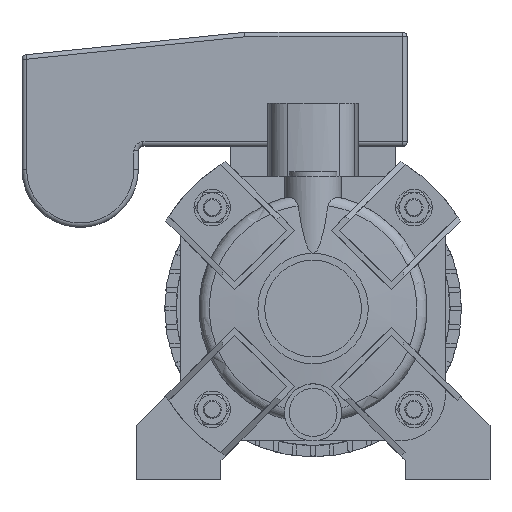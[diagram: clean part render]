
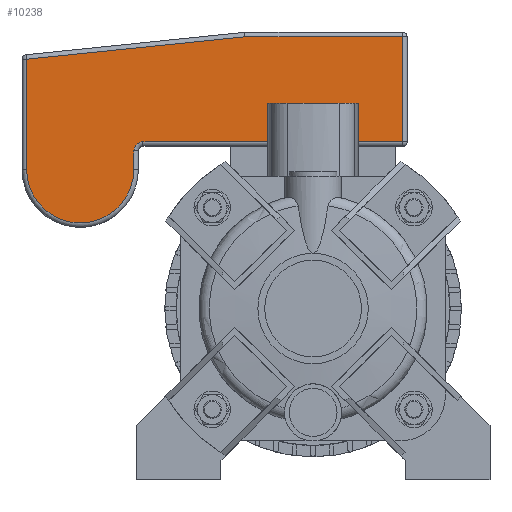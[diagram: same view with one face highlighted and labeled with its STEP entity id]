
A CAD part, left-side view. The second image highlights one B-rep face of the part: STEP entity #10238.
In plain terms, the highlighted planar face has unit normal (-1, 0, 0).
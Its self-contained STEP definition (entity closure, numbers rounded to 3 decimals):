
#1157=LINE('',#18556,#1934);
#1159=LINE('',#18565,#1936);
#1161=LINE('',#18603,#1938);
#1167=LINE('',#18619,#1944);
#1173=LINE('',#18628,#1950);
#1179=LINE('',#18637,#1956);
#1934=VECTOR('',#13961,10.);
#1936=VECTOR('',#13973,10.);
#1938=VECTOR('',#14017,10.);
#1944=VECTOR('',#14037,10.);
#1950=VECTOR('',#14049,10.);
#1956=VECTOR('',#14061,10.);
#2291=PLANE('',#11296);
#2971=FACE_OUTER_BOUND('',#3648,.T.);
#3648=EDGE_LOOP('',(#9427,#9428,#9429,#9430,#9431,#9432,#9433,#9434));
#4122=CIRCLE('',#11233,4.);
#4129=CIRCLE('',#11244,23.5);
#5085=VERTEX_POINT('',#18534);
#5087=VERTEX_POINT('',#18538);
#5090=VERTEX_POINT('',#18548);
#5091=VERTEX_POINT('',#18552);
#5093=VERTEX_POINT('',#18558);
#5099=VERTEX_POINT('',#18575);
#5105=VERTEX_POINT('',#18589);
#5108=VERTEX_POINT('',#18596);
#6508=EDGE_CURVE('',#5087,#5085,#4122,.T.);
#6516=EDGE_CURVE('',#5085,#5091,#1157,.T.);
#6519=EDGE_CURVE('',#5091,#5093,#4129,.T.);
#6521=EDGE_CURVE('',#5093,#5090,#1159,.T.);
#6538=EDGE_CURVE('',#5108,#5087,#1161,.T.);
#6547=EDGE_CURVE('',#5105,#5108,#1167,.T.);
#6553=EDGE_CURVE('',#5099,#5105,#1173,.T.);
#6559=EDGE_CURVE('',#5090,#5099,#1179,.T.);
#9427=ORIENTED_EDGE('',*,*,#6508,.F.);
#9428=ORIENTED_EDGE('',*,*,#6538,.F.);
#9429=ORIENTED_EDGE('',*,*,#6547,.F.);
#9430=ORIENTED_EDGE('',*,*,#6553,.F.);
#9431=ORIENTED_EDGE('',*,*,#6559,.F.);
#9432=ORIENTED_EDGE('',*,*,#6521,.F.);
#9433=ORIENTED_EDGE('',*,*,#6519,.F.);
#9434=ORIENTED_EDGE('',*,*,#6516,.F.);
#10238=ADVANCED_FACE('',(#2971),#2291,.F.);
#11233=AXIS2_PLACEMENT_3D('',#18540,#13942,#13943);
#11244=AXIS2_PLACEMENT_3D('',#18562,#13968,#13969);
#11296=AXIS2_PLACEMENT_3D('',#18671,#14104,#14105);
#13942=DIRECTION('center_axis',(-1.,0.,0.));
#13943=DIRECTION('ref_axis',(0.,0.707,0.707));
#13961=DIRECTION('',(0.,0.,-1.));
#13968=DIRECTION('center_axis',(1.,0.,0.));
#13969=DIRECTION('ref_axis',(0.,0.,-1.));
#13973=DIRECTION('',(0.,0.,1.));
#14017=DIRECTION('',(0.,1.,0.));
#14037=DIRECTION('',(0.,0.,-1.));
#14049=DIRECTION('',(0.,-1.,0.));
#14061=DIRECTION('',(0.,-0.995,0.102));
#14104=DIRECTION('center_axis',(1.,0.,0.));
#14105=DIRECTION('ref_axis',(0.,0.,-1.));
#18534=CARTESIAN_POINT('',(59.75,78.5,144.));
#18538=CARTESIAN_POINT('',(59.75,74.5,148.));
#18540=CARTESIAN_POINT('Origin',(59.75,74.5,144.));
#18548=CARTESIAN_POINT('',(59.75,125.5,184.195));
#18552=CARTESIAN_POINT('',(59.75,78.5,136.));
#18556=CARTESIAN_POINT('',(59.75,78.5,131.528));
#18558=CARTESIAN_POINT('',(59.75,125.5,136.));
#18562=CARTESIAN_POINT('Origin',(59.75,102.,136.));
#18565=CARTESIAN_POINT('',(59.75,125.5,156.528));
#18575=CARTESIAN_POINT('',(59.75,29.898,194.));
#18589=CARTESIAN_POINT('',(59.75,-39.25,194.));
#18596=CARTESIAN_POINT('',(59.75,-39.25,148.));
#18603=CARTESIAN_POINT('',(59.75,89.25,148.));
#18619=CARTESIAN_POINT('',(59.75,-39.25,136.528));
#18628=CARTESIAN_POINT('',(59.75,51.,194.));
#18637=CARTESIAN_POINT('',(59.75,68.92,189.998));
#18671=CARTESIAN_POINT('Origin',(59.75,102.,127.057));
